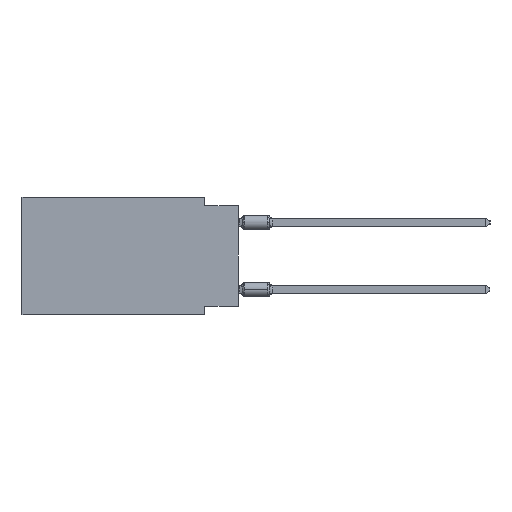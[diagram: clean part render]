
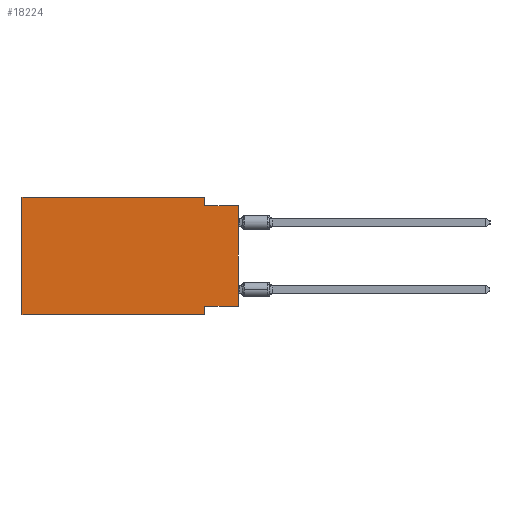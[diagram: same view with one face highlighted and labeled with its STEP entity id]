
A CAD part, left-side view. The second image highlights one B-rep face of the part: STEP entity #18224.
In plain terms, the highlighted planar face has unit normal (-1, 0, 0).
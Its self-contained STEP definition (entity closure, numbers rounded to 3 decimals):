
#679 = CARTESIAN_POINT ( 'NONE',  ( 0., 2.54, -8.255 ) ) ;
#1425 = EDGE_CURVE ( 'NONE', #34236, #1671, #1805, .T. ) ;
#1551 = ORIENTED_EDGE ( 'NONE', *, *, #1425, .F. ) ;
#1671 = VERTEX_POINT ( 'NONE', #18823 ) ;
#1805 = LINE ( 'NONE', #45139, #37742 ) ;
#2108 = LINE ( 'NONE', #26985, #14798 ) ;
#2260 = DIRECTION ( 'NONE',  ( 1., 0., 0. ) ) ;
#2582 = CARTESIAN_POINT ( 'NONE',  ( 0., 0., -8.255 ) ) ;
#2958 = AXIS2_PLACEMENT_3D ( 'NONE', #13382, #2260, #24041 ) ;
#3216 = CARTESIAN_POINT ( 'NONE',  ( 0., 0., -0.635 ) ) ;
#5511 = EDGE_CURVE ( 'NONE', #9327, #22523, #28159, .T. ) ;
#7302 = VERTEX_POINT ( 'NONE', #43148 ) ;
#7423 = ORIENTED_EDGE ( 'NONE', *, *, #5511, .F. ) ;
#9245 = CARTESIAN_POINT ( 'NONE',  ( 0., 0., -8.255 ) ) ;
#9327 = VERTEX_POINT ( 'NONE', #9245 ) ;
#10090 = CARTESIAN_POINT ( 'NONE',  ( 0., 16.383, 0. ) ) ;
#10837 = VECTOR ( 'NONE', #19750, 1000. ) ;
#11087 = VECTOR ( 'NONE', #27181, 1000. ) ;
#12818 = EDGE_CURVE ( 'NONE', #32107, #7302, #2108, .T. ) ;
#12903 = VERTEX_POINT ( 'NONE', #19864 ) ;
#13240 = ORIENTED_EDGE ( 'NONE', *, *, #32332, .F. ) ;
#13382 = CARTESIAN_POINT ( 'NONE',  ( 0., 16.383, 0. ) ) ;
#14151 = LINE ( 'NONE', #18640, #22602 ) ;
#14309 = DIRECTION ( 'NONE',  ( 0., 0., -1. ) ) ;
#14623 = VECTOR ( 'NONE', #14309, 1000. ) ;
#14798 = VECTOR ( 'NONE', #45202, 1000. ) ;
#15188 = ORIENTED_EDGE ( 'NONE', *, *, #33676, .F. ) ;
#16754 = EDGE_LOOP ( 'NONE', ( #30338, #15188, #1551, #27890, #13240, #46013, #40297, #7423 ) ) ;
#16919 = VERTEX_POINT ( 'NONE', #3216 ) ;
#17164 = PLANE ( 'NONE',  #2958 ) ;
#18224 = ADVANCED_FACE ( 'NONE', ( #46527 ), #17164, .F. ) ;
#18640 = CARTESIAN_POINT ( 'NONE',  ( 0., 16.383, 0. ) ) ;
#18823 = CARTESIAN_POINT ( 'NONE',  ( 0., 2.54, -0.635 ) ) ;
#19718 = VECTOR ( 'NONE', #31473, 1000. ) ;
#19750 = DIRECTION ( 'NONE',  ( 0., 0., 1. ) ) ;
#19864 = CARTESIAN_POINT ( 'NONE',  ( 0., 16.383, 0. ) ) ;
#21178 = CARTESIAN_POINT ( 'NONE',  ( 0., 2.54, -8.89 ) ) ;
#22523 = VERTEX_POINT ( 'NONE', #679 ) ;
#22602 = VECTOR ( 'NONE', #39959, 1000. ) ;
#23040 = CARTESIAN_POINT ( 'NONE',  ( 0., 2.54, 0. ) ) ;
#23112 = VECTOR ( 'NONE', #23352, 1000. ) ;
#23352 = DIRECTION ( 'NONE',  ( 0., -1., 0. ) ) ;
#24041 = DIRECTION ( 'NONE',  ( 0., 0., -1. ) ) ;
#26985 = CARTESIAN_POINT ( 'NONE',  ( 0., 16.383, -8.89 ) ) ;
#27137 = LINE ( 'NONE', #37566, #23112 ) ;
#27181 = DIRECTION ( 'NONE',  ( 0., -1., 0. ) ) ;
#27890 = ORIENTED_EDGE ( 'NONE', *, *, #34739, .F. ) ;
#28159 = LINE ( 'NONE', #2582, #19718 ) ;
#30338 = ORIENTED_EDGE ( 'NONE', *, *, #42635, .T. ) ;
#30406 = LINE ( 'NONE', #41763, #10837 ) ;
#31473 = DIRECTION ( 'NONE',  ( 0., 1., 0. ) ) ;
#32107 = VERTEX_POINT ( 'NONE', #41627 ) ;
#32332 = EDGE_CURVE ( 'NONE', #32107, #12903, #14151, .T. ) ;
#33676 = EDGE_CURVE ( 'NONE', #1671, #16919, #27137, .T. ) ;
#34236 = VERTEX_POINT ( 'NONE', #23040 ) ;
#34739 = EDGE_CURVE ( 'NONE', #12903, #34236, #41622, .T. ) ;
#37566 = CARTESIAN_POINT ( 'NONE',  ( 0., 0., -0.635 ) ) ;
#37742 = VECTOR ( 'NONE', #42508, 1000. ) ;
#38774 = EDGE_CURVE ( 'NONE', #22523, #7302, #39177, .T. ) ;
#39177 = LINE ( 'NONE', #21178, #14623 ) ;
#39959 = DIRECTION ( 'NONE',  ( 0., 0., 1. ) ) ;
#40297 = ORIENTED_EDGE ( 'NONE', *, *, #38774, .F. ) ;
#41622 = LINE ( 'NONE', #10090, #11087 ) ;
#41627 = CARTESIAN_POINT ( 'NONE',  ( 0., 16.383, -8.89 ) ) ;
#41763 = CARTESIAN_POINT ( 'NONE',  ( 0., 0., 0. ) ) ;
#42508 = DIRECTION ( 'NONE',  ( 0., 0., -1. ) ) ;
#42635 = EDGE_CURVE ( 'NONE', #9327, #16919, #30406, .T. ) ;
#43148 = CARTESIAN_POINT ( 'NONE',  ( 0., 2.54, -8.89 ) ) ;
#45139 = CARTESIAN_POINT ( 'NONE',  ( 0., 2.54, 0. ) ) ;
#45202 = DIRECTION ( 'NONE',  ( 0., -1., 0. ) ) ;
#46013 = ORIENTED_EDGE ( 'NONE', *, *, #12818, .T. ) ;
#46527 = FACE_OUTER_BOUND ( 'NONE', #16754, .T. ) ;
